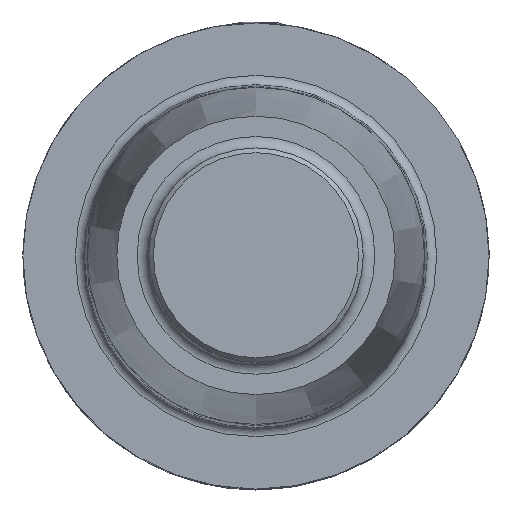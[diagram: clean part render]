
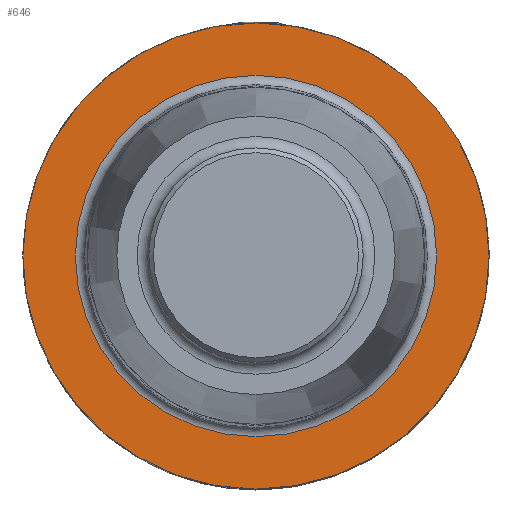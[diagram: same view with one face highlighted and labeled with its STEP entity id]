
A CAD part, top view. The second image highlights one B-rep face of the part: STEP entity #646.
In plain terms, the highlighted planar face has unit normal (0, 0, 1).
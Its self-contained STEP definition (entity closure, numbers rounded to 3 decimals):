
#362=PLANE('',#6213);
#646=ADVANCED_FACE('',(#2309,#2310),#362,.F.);
#2309=FACE_BOUND('',#2413,.T.);
#2310=FACE_BOUND('',#2414,.T.);
#2413=EDGE_LOOP('',(#2837));
#2414=EDGE_LOOP('',(#2838));
#2837=ORIENTED_EDGE('',*,*,#5150,.T.);
#2838=ORIENTED_EDGE('',*,*,#5186,.T.);
#4555=VERTEX_POINT('',#8222);
#4591=VERTEX_POINT('',#8598);
#5150=EDGE_CURVE('',#4555,#4555,#6027,.T.);
#5186=EDGE_CURVE('',#4591,#4591,#6032,.T.);
#6027=CIRCLE('',#6195,10.);
#6032=CIRCLE('',#6212,7.75);
#6195=AXIS2_PLACEMENT_3D('',#8221,#6693,#6694);
#6212=AXIS2_PLACEMENT_3D('',#8597,#6737,#6738);
#6213=AXIS2_PLACEMENT_3D('',#8599,#6739,#6740);
#6693=DIRECTION('',(0.,0.,1.));
#6694=DIRECTION('',(-1.,0.,0.));
#6737=DIRECTION('',(0.,0.,-1.));
#6738=DIRECTION('',(0.,1.,0.));
#6739=DIRECTION('',(0.,0.,-1.));
#6740=DIRECTION('',(0.,1.,0.));
#8221=CARTESIAN_POINT('',(0.,0.,0.));
#8222=CARTESIAN_POINT('',(-10.,0.,0.));
#8597=CARTESIAN_POINT('',(0.,0.,0.));
#8598=CARTESIAN_POINT('',(0.,7.75,0.));
#8599=CARTESIAN_POINT('',(0.,9.65,0.));
